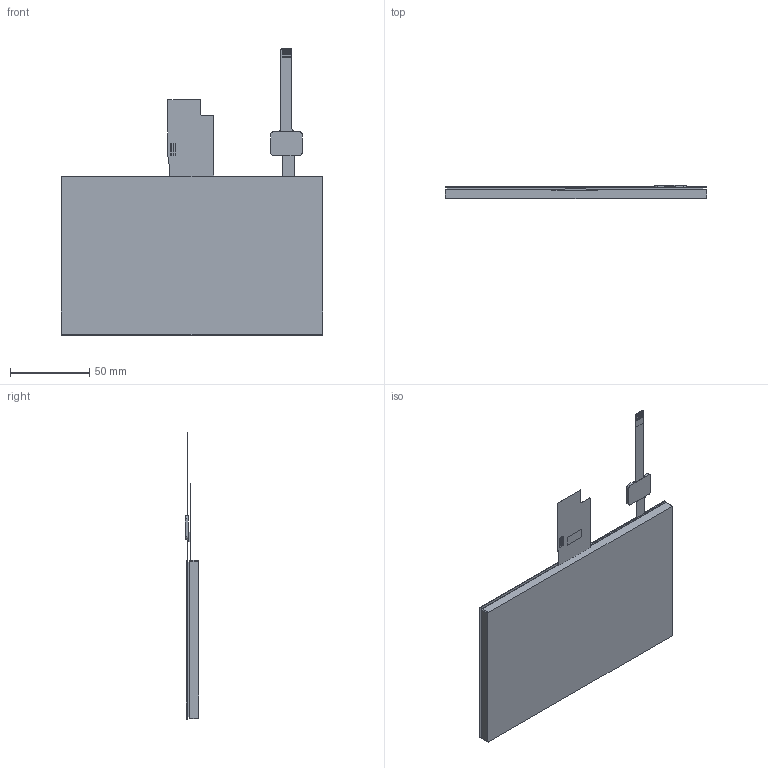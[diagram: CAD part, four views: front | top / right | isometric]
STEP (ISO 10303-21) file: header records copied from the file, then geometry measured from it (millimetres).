
FILE_DESCRIPTION((''),'2;1');
FILE_NAME('ZW-T070BAHA-38CP_ASM','2021-02-01T',('Administrator'),(''),'PRO/ENGINEER BY PARAMETRIC TECHNOLOGY CORPORATION, 2011180','PRO/ENGINEER BY PARAMETRIC TECHNOLOGY CORPORATION, 2011180','');
FILE_SCHEMA(('CONFIG_CONTROL_DESIGN'));
Length unit declared in the file: millimetre
Products named in the file (5): PRT0001; CTP; CTPFPC; TFTFPC; ZW-T070BAHA-38CP_ASM
Assembly tree (4 placements, depth 2):
  ZW-T070BAHA-38CP_ASM
    PRT0001
    CTP
    CTPFPC
    TFTFPC
Bounding box: 164.9 x 8.25 x 180.15 mm (x, y, z)
Volume: 122282.8 mm3; surface area: 74454.8 mm2
Topology: 4 solids, 4 shells, 124 faces, 310 edges, 208 vertices
Faces by surface type: plane 108, cylinder 16
Entity records: 3785 total; most frequent: CARTESIAN_POINT 657, ORIENTED_EDGE 620, DIRECTION 604, EDGE_CURVE 310, VECTOR 274, LINE 274, VERTEX_POINT 208, AXIS2_PLACEMENT_3D 165
